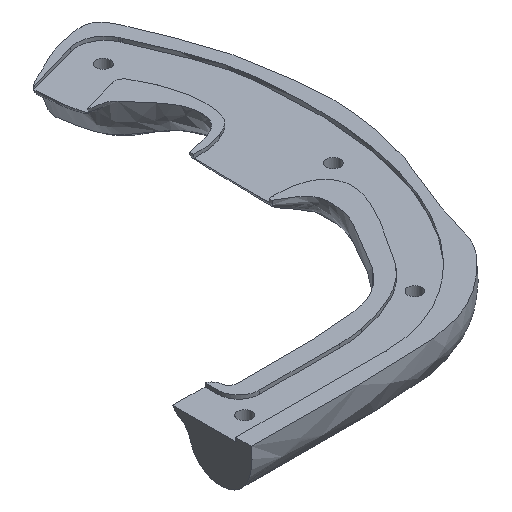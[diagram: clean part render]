
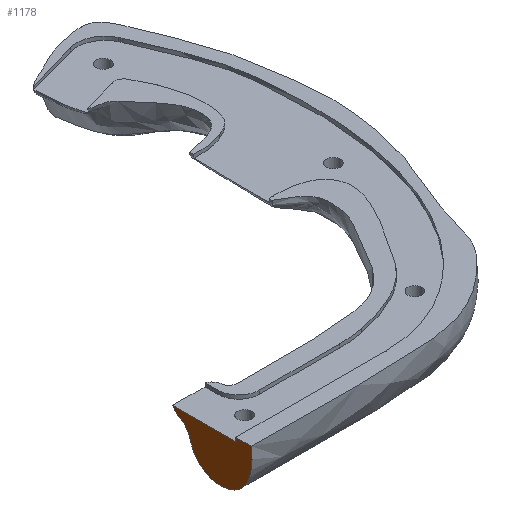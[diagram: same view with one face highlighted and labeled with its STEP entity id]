
A CAD part, isometric view. The second image highlights one B-rep face of the part: STEP entity #1178.
In plain terms, the highlighted planar face has unit normal (-1, 0, 0).
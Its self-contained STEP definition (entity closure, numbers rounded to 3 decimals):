
#77=FACE_OUTER_BOUND('',#142,.T.);
#142=EDGE_LOOP('',(#769,#770,#771,#772,#773));
#218=B_SPLINE_CURVE_WITH_KNOTS('',3,(#1548,#1549,#1550,#1551,#1552,#1553,
#1554,#1555,#1556,#1557,#1558,#1559,#1560,#1561,#1562,#1563,#1564,#1565,
#1566,#1567,#1568,#1569,#1570,#1571,#1572,#1573),.UNSPECIFIED.,.F.,.F.,
(4,2,2,2,2,2,2,2,2,2,2,2,4),(-1.467,-1.433,-1.399,
-1.333,-1.261,-1.195,-1.107,
-0.953,-0.866,-0.801,-0.714,
-0.643,-0.555),.UNSPECIFIED.);
#219=B_SPLINE_CURVE_WITH_KNOTS('',3,(#1575,#1576,#1577,#1578,#1579,#1580,
#1581,#1582),.UNSPECIFIED.,.F.,.F.,(4,2,2,4),(-1.727,-1.128,
-0.487,0.),.UNSPECIFIED.);
#281=LINE('',#1546,#372);
#282=LINE('',#1584,#373);
#283=LINE('',#1585,#374);
#372=VECTOR('',#1325,10.);
#373=VECTOR('',#1326,10.);
#374=VECTOR('',#1327,10.);
#463=VERTEX_POINT('',#1544);
#464=VERTEX_POINT('',#1545);
#465=VERTEX_POINT('',#1547);
#466=VERTEX_POINT('',#1574);
#467=VERTEX_POINT('',#1583);
#586=EDGE_CURVE('',#463,#464,#281,.T.);
#587=EDGE_CURVE('',#465,#463,#218,.T.);
#588=EDGE_CURVE('',#466,#465,#219,.T.);
#589=EDGE_CURVE('',#467,#466,#282,.T.);
#590=EDGE_CURVE('',#464,#467,#283,.T.);
#769=ORIENTED_EDGE('',*,*,#586,.F.);
#770=ORIENTED_EDGE('',*,*,#587,.F.);
#771=ORIENTED_EDGE('',*,*,#588,.F.);
#772=ORIENTED_EDGE('',*,*,#589,.F.);
#773=ORIENTED_EDGE('',*,*,#590,.F.);
#1135=PLANE('',#1257);
#1178=ADVANCED_FACE('',(#77),#1135,.F.);
#1257=AXIS2_PLACEMENT_3D('',#1543,#1323,#1324);
#1323=DIRECTION('center_axis',(1.,0.,0.));
#1324=DIRECTION('ref_axis',(0.,0.,-1.));
#1325=DIRECTION('',(0.,-1.,0.));
#1326=DIRECTION('',(0.,-1.,0.));
#1327=DIRECTION('',(0.,0.,1.));
#1543=CARTESIAN_POINT('Origin',(0.,6.607,2.401));
#1544=CARTESIAN_POINT('',(0.,-56.226,4.001));
#1545=CARTESIAN_POINT('',(0.,-83.652,4.001));
#1546=CARTESIAN_POINT('',(0.,6.99,4.001));
#1547=CARTESIAN_POINT('',(0.,-87.197,-11.127));
#1548=CARTESIAN_POINT('Ctrl Pts',(0.,-87.197,
-11.127));
#1549=CARTESIAN_POINT('Ctrl Pts',(0.,-86.68,
-11.798));
#1550=CARTESIAN_POINT('Ctrl Pts',(0.,-86.094,
-12.41));
#1551=CARTESIAN_POINT('Ctrl Pts',(0.,-84.816,
-13.491));
#1552=CARTESIAN_POINT('Ctrl Pts',(0.,-84.132,
-13.957));
#1553=CARTESIAN_POINT('Ctrl Pts',(0.,-81.966,
-15.137));
#1554=CARTESIAN_POINT('Ctrl Pts',(0.,-80.381,
-15.632));
#1555=CARTESIAN_POINT('Ctrl Pts',(0.,-77.013,
-16.051));
#1556=CARTESIAN_POINT('Ctrl Pts',(0.,-75.232,
-15.932));
#1557=CARTESIAN_POINT('Ctrl Pts',(0.,-71.963,
-15.067));
#1558=CARTESIAN_POINT('Ctrl Pts',(0.,-70.476,
-14.371));
#1559=CARTESIAN_POINT('Ctrl Pts',(0.,-67.396,
-12.124));
#1560=CARTESIAN_POINT('Ctrl Pts',(0.,-66.346,
-10.659));
#1561=CARTESIAN_POINT('Ctrl Pts',(0.,-64.621,
-7.807));
#1562=CARTESIAN_POINT('Ctrl Pts',(0.,-63.882,
-5.761));
#1563=CARTESIAN_POINT('Ctrl Pts',(0.,-63.154,
-3.666));
#1564=CARTESIAN_POINT('Ctrl Pts',(0.,-62.883,
-2.86));
#1565=CARTESIAN_POINT('Ctrl Pts',(0.,-62.094,
-1.515));
#1566=CARTESIAN_POINT('Ctrl Pts',(0.,-61.654,
-0.956));
#1567=CARTESIAN_POINT('Ctrl Pts',(0.,-60.209,
0.219));
#1568=CARTESIAN_POINT('Ctrl Pts',(0.,-59.18,
0.699));
#1569=CARTESIAN_POINT('Ctrl Pts',(0.,-57.535,
1.896));
#1570=CARTESIAN_POINT('Ctrl Pts',(0.,-57.111,
2.386));
#1571=CARTESIAN_POINT('Ctrl Pts',(0.,-56.492,
3.253));
#1572=CARTESIAN_POINT('Ctrl Pts',(0.,-56.32,
3.674));
#1573=CARTESIAN_POINT('Ctrl Pts',(0.,-56.226,
4.001));
#1574=CARTESIAN_POINT('',(0.,-90.315,5.588));
#1575=CARTESIAN_POINT('Ctrl Pts',(0.,-90.315,
5.588));
#1576=CARTESIAN_POINT('Ctrl Pts',(0.,-90.644,
3.603));
#1577=CARTESIAN_POINT('Ctrl Pts',(0.,-90.754,
1.547));
#1578=CARTESIAN_POINT('Ctrl Pts',(0.,-90.528,
-2.6));
#1579=CARTESIAN_POINT('Ctrl Pts',(0.,-90.153,
-4.785));
#1580=CARTESIAN_POINT('Ctrl Pts',(0.,-88.924,
-8.346));
#1581=CARTESIAN_POINT('Ctrl Pts',(0.,-88.188,
-9.84));
#1582=CARTESIAN_POINT('Ctrl Pts',(0.,-87.197,
-11.127));
#1583=CARTESIAN_POINT('',(0.,-83.652,5.588));
#1584=CARTESIAN_POINT('',(0.,6.471,5.588));
#1585=CARTESIAN_POINT('',(0.,-83.652,3.994));
